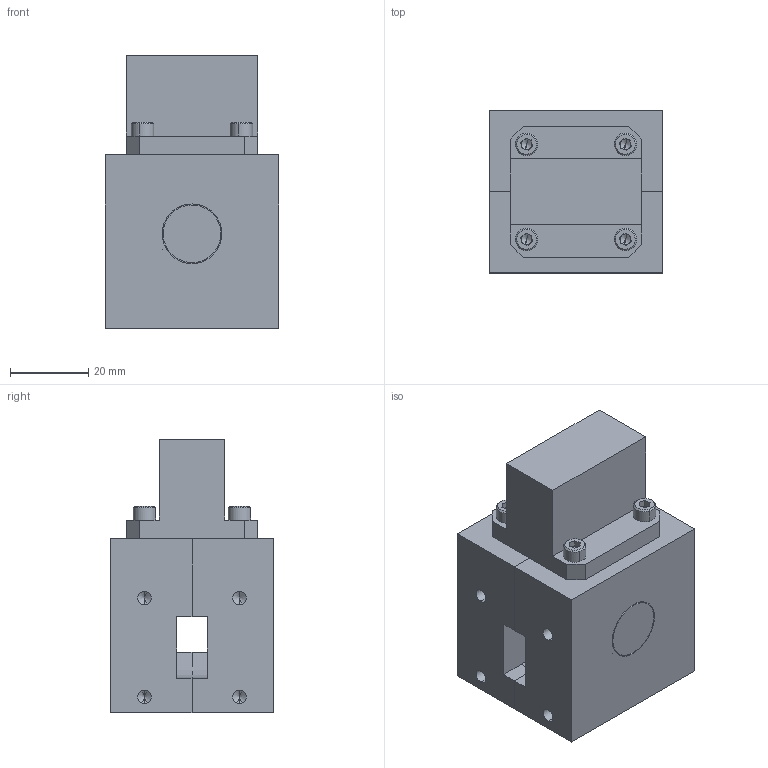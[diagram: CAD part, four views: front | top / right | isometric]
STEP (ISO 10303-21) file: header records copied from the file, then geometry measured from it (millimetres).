
FILE_DESCRIPTION (( 'STEP AP214' ), '1' );
FILE_NAME ('62IJ1215.STEP', '2023-06-12T14:31:42', ( '' ), ( '' ), 'SwSTEP 2.0', 'SolidWorks 2022', '' );
FILE_SCHEMA (( 'AUTOMOTIVE_DESIGN' ));
Length unit declared in the file: inch
Products named in the file (8): 062513_090517-98; 062513_090517-99; socket head cap screw_ai_HX-SHCS 0.138-32x0.625x0.625-S; socket head cap screw_ai_HX-SHCS 0.138-32x0.375x0.375-N; 500501-XX_500501-4; dowel pin_ai_DPM 0.125x0.375; 062000; 62IJ1215
Assembly tree (18 placements, depth 2):
  62IJ1215
    062513_090517-99
    062513_090517-98
    062000
    socket head cap screw_ai_HX-SHCS 0.138-32x0.375x0.375-N  x4
    socket head cap screw_ai_HX-SHCS 0.138-32x0.625x0.625-S  x7
    dowel pin_ai_DPM 0.125x0.375  x2
    500501-XX_500501-4  x2
Bounding box: 44.45 x 41.4 x 69.85 mm (x, y, z)
Volume: 81771.1 mm3; surface area: 31160.3 mm2
Topology: 18 solids, 18 shells, 1355 faces, 3424 edges, 2094 vertices
Faces by surface type: cone 672, cylinder 412, plane 245, torus 26
Entity records: 12160 total; most frequent: DIRECTION 2210, CARTESIAN_POINT 1950, ORIENTED_EDGE 1880, EDGE_CURVE 940, AXIS2_PLACEMENT_3D 857, VERTEX_POINT 597, VECTOR 496, LINE 496
